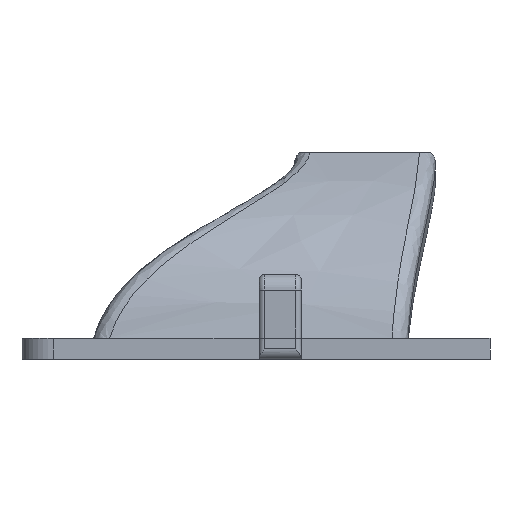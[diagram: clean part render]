
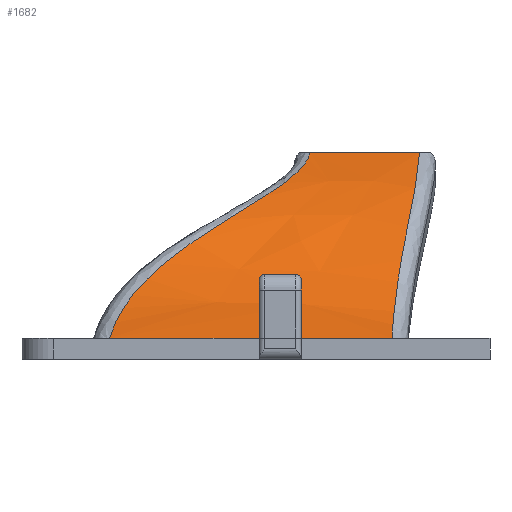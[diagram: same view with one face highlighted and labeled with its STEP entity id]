
A CAD part, front view. The second image highlights one B-rep face of the part: STEP entity #1682.
In plain terms, the highlighted free-form (B-spline) face has degree [3, 3] with [4, 6] control points.
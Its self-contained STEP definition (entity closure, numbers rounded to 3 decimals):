
#332=B_SPLINE_SURFACE_WITH_KNOTS('',3,3,((#2553,#2554,#2555,#2556,#2557,
#2558),(#2559,#2560,#2561,#2562,#2563,#2564),(#2565,#2566,#2567,#2568,#2569,
#2570),(#2571,#2572,#2573,#2574,#2575,#2576)),.UNSPECIFIED.,.F.,.F.,.F.,
(4,4),(4,1,1,4),(0.011,0.989),(0.078,
0.334,0.59,0.974),.UNSPECIFIED.);
#361=FACE_OUTER_BOUND('',#457,.T.);
#457=EDGE_LOOP('',(#1128,#1129,#1130,#1131));
#575=B_SPLINE_CURVE_WITH_KNOTS('',3,(#2543,#2544,#2545,#2546,#2547,#2548,
#2549,#2550,#2551,#2552),.UNSPECIFIED.,.F.,.F.,(4,1,1,1,1,1,1,4),(0.238,
0.441,0.671,1.13,1.59,2.508,
2.967,3.345),.UNSPECIFIED.);
#576=B_SPLINE_CURVE_WITH_KNOTS('',3,(#2578,#2579,#2580,#2581,#2582,#2583,
#2584,#2585,#2586,#2587,#2588,#2589,#2590),.UNSPECIFIED.,.F.,.F.,(4,3,3,
3,4),(-1.059,-0.671,-0.539,-0.165,
-0.018),.UNSPECIFIED.);
#577=B_SPLINE_CURVE_WITH_KNOTS('',3,(#2592,#2593,#2594,#2595,#2596,#2597,
#2598,#2599,#2600,#2601,#2602,#2603,#2604),.UNSPECIFIED.,.F.,.F.,(4,3,3,
3,4),(0.,0.957,1.342,2.287,2.689),
 .UNSPECIFIED.);
#578=B_SPLINE_CURVE_WITH_KNOTS('',3,(#2605,#2606,#2607,#2608,#2609,#2610,
#2611,#2612),.UNSPECIFIED.,.F.,.F.,(4,1,1,1,1,4),(-2.572,-1.957,
-1.61,-0.917,-0.571,-0.225),
 .UNSPECIFIED.);
#678=VERTEX_POINT('',#2511);
#679=VERTEX_POINT('',#2532);
#680=VERTEX_POINT('',#2577);
#681=VERTEX_POINT('',#2591);
#859=EDGE_CURVE('',#679,#678,#575,.T.);
#860=EDGE_CURVE('',#678,#680,#576,.T.);
#861=EDGE_CURVE('',#681,#679,#577,.T.);
#862=EDGE_CURVE('',#680,#681,#578,.T.);
#1128=ORIENTED_EDGE('',*,*,#860,.F.);
#1129=ORIENTED_EDGE('',*,*,#859,.F.);
#1130=ORIENTED_EDGE('',*,*,#861,.F.);
#1131=ORIENTED_EDGE('',*,*,#862,.F.);
#1682=ADVANCED_FACE('',(#361),#332,.F.);
#2511=CARTESIAN_POINT('',(24.43,2.134,-12.038));
#2532=CARTESIAN_POINT('',(5.315,-13.967,-29.756));
#2543=CARTESIAN_POINT('Ctrl Pts',(5.315,-13.967,-29.756));
#2544=CARTESIAN_POINT('Ctrl Pts',(5.511,-13.893,-29.061));
#2545=CARTESIAN_POINT('Ctrl Pts',(6.093,-13.668,-27.638));
#2546=CARTESIAN_POINT('Ctrl Pts',(7.812,-12.948,-25.059));
#2547=CARTESIAN_POINT('Ctrl Pts',(10.592,-11.651,-22.41));
#2548=CARTESIAN_POINT('Ctrl Pts',(15.316,-9.036,-19.04));
#2549=CARTESIAN_POINT('Ctrl Pts',(20.015,-5.693,-16.381));
#2550=CARTESIAN_POINT('Ctrl Pts',(23.466,-1.435,-13.871));
#2551=CARTESIAN_POINT('Ctrl Pts',(24.31,1.008,-12.606));
#2552=CARTESIAN_POINT('Ctrl Pts',(24.428,2.134,-12.038));
#2553=CARTESIAN_POINT('Ctrl Pts',(32.216,-13.928,-30.101));
#2554=CARTESIAN_POINT('Ctrl Pts',(32.33,-13.568,-27.779));
#2555=CARTESIAN_POINT('Ctrl Pts',(32.891,-11.729,-23.424));
#2556=CARTESIAN_POINT('Ctrl Pts',(34.286,-6.026,-17.006));
#2557=CARTESIAN_POINT('Ctrl Pts',(34.992,-0.777,-13.555));
#2558=CARTESIAN_POINT('Ctrl Pts',(35.041,2.257,-11.98));
#2559=CARTESIAN_POINT('Ctrl Pts',(23.249,-13.942,-29.989));
#2560=CARTESIAN_POINT('Ctrl Pts',(23.564,-13.61,-27.567));
#2561=CARTESIAN_POINT('Ctrl Pts',(25.135,-11.89,-23.16));
#2562=CARTESIAN_POINT('Ctrl Pts',(29.131,-6.347,-16.963));
#2563=CARTESIAN_POINT('Ctrl Pts',(31.29,-1.013,-13.658));
#2564=CARTESIAN_POINT('Ctrl Pts',(31.445,2.216,-11.999));
#2565=CARTESIAN_POINT('Ctrl Pts',(14.282,-13.955,-29.873));
#2566=CARTESIAN_POINT('Ctrl Pts',(14.798,-13.65,-27.351));
#2567=CARTESIAN_POINT('Ctrl Pts',(17.379,-12.054,-22.901));
#2568=CARTESIAN_POINT('Ctrl Pts',(23.977,-6.667,-16.916));
#2569=CARTESIAN_POINT('Ctrl Pts',(27.588,-1.253,-13.763));
#2570=CARTESIAN_POINT('Ctrl Pts',(27.849,2.174,-12.019));
#2571=CARTESIAN_POINT('Ctrl Pts',(5.315,-13.967,-29.756));
#2572=CARTESIAN_POINT('Ctrl Pts',(6.032,-13.688,-27.133));
#2573=CARTESIAN_POINT('Ctrl Pts',(9.623,-12.22,-22.647));
#2574=CARTESIAN_POINT('Ctrl Pts',(18.823,-6.985,-16.866));
#2575=CARTESIAN_POINT('Ctrl Pts',(23.886,-1.497,-13.87));
#2576=CARTESIAN_POINT('Ctrl Pts',(24.252,2.132,-12.039));
#2577=CARTESIAN_POINT('',(34.86,2.146,-12.038));
#2578=CARTESIAN_POINT('Ctrl Pts',(24.43,2.134,-12.038));
#2579=CARTESIAN_POINT('Ctrl Pts',(25.722,2.135,-12.038));
#2580=CARTESIAN_POINT('Ctrl Pts',(27.02,2.136,-12.038));
#2581=CARTESIAN_POINT('Ctrl Pts',(28.316,2.138,-12.038));
#2582=CARTESIAN_POINT('Ctrl Pts',(28.759,2.138,-12.038));
#2583=CARTESIAN_POINT('Ctrl Pts',(29.201,2.139,-12.038));
#2584=CARTESIAN_POINT('Ctrl Pts',(29.643,2.139,-12.038));
#2585=CARTESIAN_POINT('Ctrl Pts',(30.889,2.141,-12.038));
#2586=CARTESIAN_POINT('Ctrl Pts',(32.141,2.142,-12.038));
#2587=CARTESIAN_POINT('Ctrl Pts',(33.39,2.144,-12.038));
#2588=CARTESIAN_POINT('Ctrl Pts',(33.881,2.145,-12.038));
#2589=CARTESIAN_POINT('Ctrl Pts',(34.371,2.146,-12.038));
#2590=CARTESIAN_POINT('Ctrl Pts',(34.86,2.146,-12.038));
#2591=CARTESIAN_POINT('',(32.234,-13.87,-29.756));
#2592=CARTESIAN_POINT('Ctrl Pts',(32.234,-13.87,-29.756));
#2593=CARTESIAN_POINT('Ctrl Pts',(29.043,-13.885,-29.756));
#2594=CARTESIAN_POINT('Ctrl Pts',(25.843,-13.898,-29.756));
#2595=CARTESIAN_POINT('Ctrl Pts',(22.647,-13.91,-29.756));
#2596=CARTESIAN_POINT('Ctrl Pts',(21.363,-13.915,-29.756));
#2597=CARTESIAN_POINT('Ctrl Pts',(20.08,-13.92,-29.756));
#2598=CARTESIAN_POINT('Ctrl Pts',(18.799,-13.925,-29.756));
#2599=CARTESIAN_POINT('Ctrl Pts',(15.651,-13.936,-29.756));
#2600=CARTESIAN_POINT('Ctrl Pts',(12.493,-13.946,-29.756));
#2601=CARTESIAN_POINT('Ctrl Pts',(9.339,-13.955,-29.756));
#2602=CARTESIAN_POINT('Ctrl Pts',(7.997,-13.959,-29.756));
#2603=CARTESIAN_POINT('Ctrl Pts',(6.655,-13.963,-29.756));
#2604=CARTESIAN_POINT('Ctrl Pts',(5.315,-13.967,-29.756));
#2605=CARTESIAN_POINT('Ctrl Pts',(34.861,2.146,-12.038));
#2606=CARTESIAN_POINT('Ctrl Pts',(34.827,0.268,-13.017));
#2607=CARTESIAN_POINT('Ctrl Pts',(34.579,-2.559,-14.744));
#2608=CARTESIAN_POINT('Ctrl Pts',(33.89,-7.033,-18.262));
#2609=CARTESIAN_POINT('Ctrl Pts',(33.164,-10.364,-21.765));
#2610=CARTESIAN_POINT('Ctrl Pts',(32.524,-12.857,-26.057));
#2611=CARTESIAN_POINT('Ctrl Pts',(32.301,-13.642,-28.491));
#2612=CARTESIAN_POINT('Ctrl Pts',(32.234,-13.87,-29.756));
